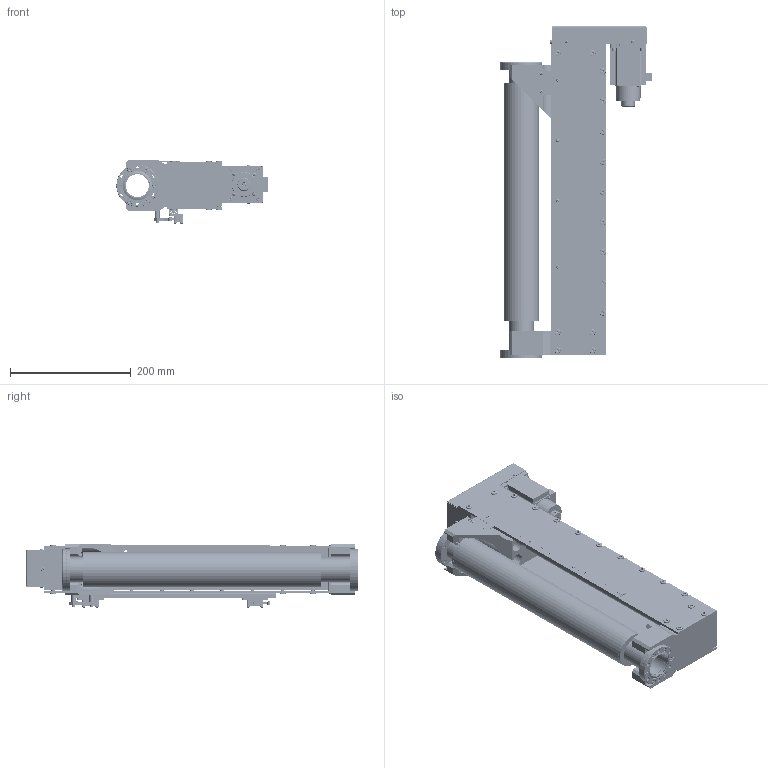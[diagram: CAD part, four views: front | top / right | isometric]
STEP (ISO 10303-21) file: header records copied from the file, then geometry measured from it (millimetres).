
FILE_DESCRIPTION (( 'STEP AP214' ), '1' );
FILE_NAME ('420MZA040-300-m.stp', '2017-04-27T08:05:08', ( '' ), ( '' ), 'SwSTEP 2.0', 'SolidWorks 2015', '' );
FILE_SCHEMA (( 'AUTOMOTIVE_DESIGN' ));
Length unit declared in the file: millimetre
Products named in the file (1): 420MZA040-300-m
Bounding box: 250.75 x 550 x 105.15 mm (x, y, z)
Volume: 3081241.1 mm3; surface area: 864427.5 mm2
Topology: 138 solids, 158 shells, 5878 faces, 14541 edges, 9099 vertices
Faces by surface type: plane 3130, cylinder 1295, bspline 779, cone 666, sphere 8
Entity records: 267954 total; most frequent: CARTESIAN_POINT 65673, ORIENTED_EDGE 28422, DIRECTION 27390, EDGE_CURVE 14211, AXIS2_PLACEMENT_3D 9486, VERTEX_POINT 9099, VECTOR 8418, LINE 8418
